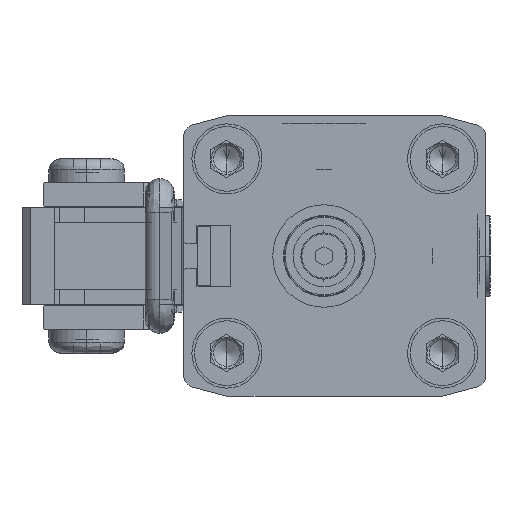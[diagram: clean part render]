
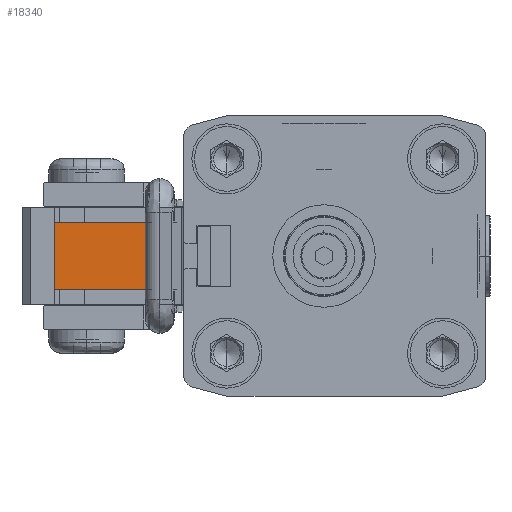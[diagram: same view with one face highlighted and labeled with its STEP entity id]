
A CAD part, left-side view. The second image highlights one B-rep face of the part: STEP entity #18340.
In plain terms, the highlighted planar face has unit normal (-1, 0.018, 0).
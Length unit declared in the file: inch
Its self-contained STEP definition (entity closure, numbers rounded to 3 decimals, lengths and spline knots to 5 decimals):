
#552 = ORIENTED_EDGE ( 'NONE', *, *, #14182, .F. ) ;
#3086 = FACE_OUTER_BOUND ( 'NONE', #8502, .T. ) ;
#3516 = CARTESIAN_POINT ( 'NONE',  ( -2.93937, 1.87008, 0.24803 ) ) ;
#4053 = VECTOR ( 'NONE', #13427, 39.37008 ) ;
#5726 = CARTESIAN_POINT ( 'NONE',  ( -2.95277, 1.10244, -0.24803 ) ) ;
#8502 = EDGE_LOOP ( 'NONE', ( #20016, #22595, #552, #15786 ) ) ;
#10224 = CARTESIAN_POINT ( 'NONE',  ( -2.95277, 1.10244, 0.35433 ) ) ;
#10653 = PLANE ( 'NONE',  #10955 ) ;
#10955 = AXIS2_PLACEMENT_3D ( 'NONE', #20849, #22510, #16528 ) ;
#11901 = DIRECTION ( 'NONE',  ( -0.017, -1., 0. ) ) ;
#12126 = CARTESIAN_POINT ( 'NONE',  ( -2.93937, 1.87008, 0.24803 ) ) ;
#12142 = DIRECTION ( 'NONE',  ( 0., 0., 1. ) ) ;
#12331 = VECTOR ( 'NONE', #12142, 39.37008 ) ;
#12477 = EDGE_CURVE ( 'NONE', #24034, #19080, #13553, .T. ) ;
#12831 = CARTESIAN_POINT ( 'NONE',  ( -2.93937, 1.87008, -0.24803 ) ) ;
#13427 = DIRECTION ( 'NONE',  ( 0., 0., 1. ) ) ;
#13553 = LINE ( 'NONE', #21332, #4053 ) ;
#13807 = CARTESIAN_POINT ( 'NONE',  ( -2.93937, 1.87008, -0.24803 ) ) ;
#13865 = VECTOR ( 'NONE', #11901, 39.37008 ) ;
#14182 = EDGE_CURVE ( 'NONE', #19080, #24310, #21022, .T. ) ;
#14817 = CARTESIAN_POINT ( 'NONE',  ( -2.95277, 1.10244, 0.24803 ) ) ;
#15786 = ORIENTED_EDGE ( 'NONE', *, *, #12477, .F. ) ;
#16528 = DIRECTION ( 'NONE',  ( 0.017, 1., 0. ) ) ;
#16739 = VERTEX_POINT ( 'NONE', #5726 ) ;
#18340 = ADVANCED_FACE ( 'NONE', ( #3086 ), #10653, .F. ) ;
#19080 = VERTEX_POINT ( 'NONE', #12126 ) ;
#19372 = DIRECTION ( 'NONE',  ( -0.017, -1., 0. ) ) ;
#20016 = ORIENTED_EDGE ( 'NONE', *, *, #21293, .T. ) ;
#20061 = LINE ( 'NONE', #10224, #12331 ) ;
#20849 = CARTESIAN_POINT ( 'NONE',  ( -2.93937, 1.87008, 0.35433 ) ) ;
#21022 = LINE ( 'NONE', #3516, #22271 ) ;
#21293 = EDGE_CURVE ( 'NONE', #24034, #16739, #23510, .T. ) ;
#21332 = CARTESIAN_POINT ( 'NONE',  ( -2.93937, 1.87008, 0.35433 ) ) ;
#22271 = VECTOR ( 'NONE', #19372, 39.37008 ) ;
#22510 = DIRECTION ( 'NONE',  ( 1., -0.017, 0. ) ) ;
#22595 = ORIENTED_EDGE ( 'NONE', *, *, #22939, .T. ) ;
#22939 = EDGE_CURVE ( 'NONE', #16739, #24310, #20061, .T. ) ;
#23510 = LINE ( 'NONE', #13807, #13865 ) ;
#24034 = VERTEX_POINT ( 'NONE', #12831 ) ;
#24310 = VERTEX_POINT ( 'NONE', #14817 ) ;
